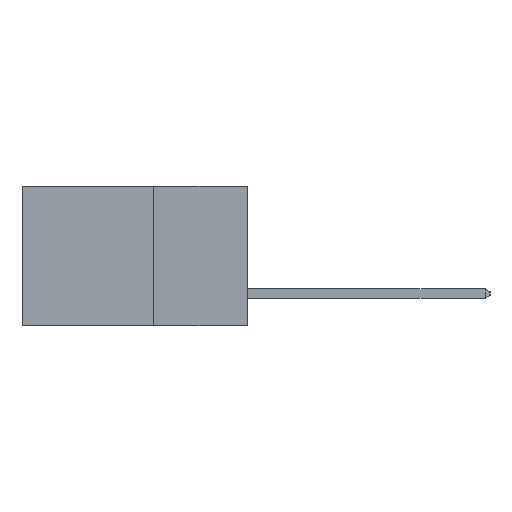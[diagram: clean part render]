
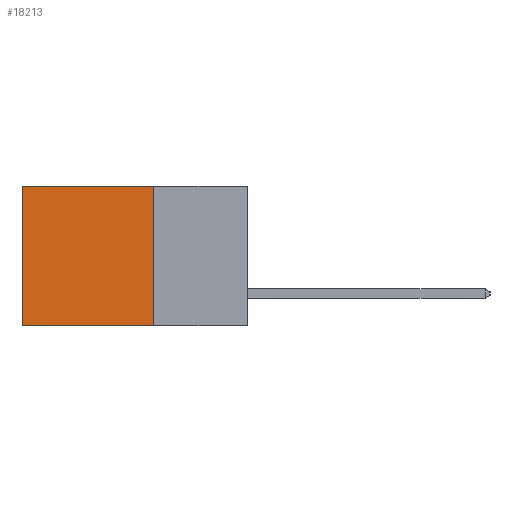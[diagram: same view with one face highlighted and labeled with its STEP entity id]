
A CAD part, left-side view. The second image highlights one B-rep face of the part: STEP entity #18213.
In plain terms, the highlighted planar face has unit normal (-1, 0, 0).
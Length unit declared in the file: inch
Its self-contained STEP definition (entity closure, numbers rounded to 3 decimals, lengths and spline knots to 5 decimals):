
#160 = CARTESIAN_POINT ( 'NONE',  ( 0.2615, 0.25, -0.37 ) ) ;
#319 = VERTEX_POINT ( 'NONE', #9463 ) ;
#478 = VECTOR ( 'NONE', #18035, 39.37008 ) ;
#508 = VECTOR ( 'NONE', #15305, 39.37008 ) ;
#787 = DIRECTION ( 'NONE',  ( 0., 1., 0. ) ) ;
#958 = LINE ( 'NONE', #9822, #478 ) ;
#2456 = DIRECTION ( 'NONE',  ( 0., 0., -1. ) ) ;
#3408 = EDGE_CURVE ( 'NONE', #13553, #15909, #8076, .T. ) ;
#3603 = ORIENTED_EDGE ( 'NONE', *, *, #12208, .T. ) ;
#4165 = VECTOR ( 'NONE', #10341, 39.37008 ) ;
#5333 = CARTESIAN_POINT ( 'NONE',  ( 0.2615, 0.25, -0.37 ) ) ;
#5456 = EDGE_CURVE ( 'NONE', #15909, #319, #6653, .T. ) ;
#5524 = AXIS2_PLACEMENT_3D ( 'NONE', #5333, #11208, #2456 ) ;
#5893 = ORIENTED_EDGE ( 'NONE', *, *, #13563, .T. ) ;
#6653 = LINE ( 'NONE', #160, #10067 ) ;
#8076 = LINE ( 'NONE', #10385, #4165 ) ;
#8398 = EDGE_LOOP ( 'NONE', ( #5893, #15994, #10556, #3603 ) ) ;
#8919 = VERTEX_POINT ( 'NONE', #13160 ) ;
#9463 = CARTESIAN_POINT ( 'NONE',  ( 0.2615, 0.6, -0.37 ) ) ;
#9789 = PLANE ( 'NONE',  #5524 ) ;
#9822 = CARTESIAN_POINT ( 'NONE',  ( 0.2615, 0.6, -0.37 ) ) ;
#10067 = VECTOR ( 'NONE', #787, 39.37008 ) ;
#10341 = DIRECTION ( 'NONE',  ( 0., 0., -1. ) ) ;
#10385 = CARTESIAN_POINT ( 'NONE',  ( 0.2615, 0.25, -0.37 ) ) ;
#10556 = ORIENTED_EDGE ( 'NONE', *, *, #3408, .F. ) ;
#11184 = CARTESIAN_POINT ( 'NONE',  ( 0.2615, 0.25, 0. ) ) ;
#11208 = DIRECTION ( 'NONE',  ( 1., 0., 0. ) ) ;
#12208 = EDGE_CURVE ( 'NONE', #13553, #8919, #12222, .T. ) ;
#12222 = LINE ( 'NONE', #13944, #508 ) ;
#13160 = CARTESIAN_POINT ( 'NONE',  ( 0.2615, 0.6, 0. ) ) ;
#13553 = VERTEX_POINT ( 'NONE', #11184 ) ;
#13563 = EDGE_CURVE ( 'NONE', #8919, #319, #958, .T. ) ;
#13944 = CARTESIAN_POINT ( 'NONE',  ( 0.2615, 0.25, 0. ) ) ;
#14145 = FACE_OUTER_BOUND ( 'NONE', #8398, .T. ) ;
#15305 = DIRECTION ( 'NONE',  ( 0., 1., 0. ) ) ;
#15359 = CARTESIAN_POINT ( 'NONE',  ( 0.2615, 0.25, -0.37 ) ) ;
#15909 = VERTEX_POINT ( 'NONE', #15359 ) ;
#15994 = ORIENTED_EDGE ( 'NONE', *, *, #5456, .F. ) ;
#18035 = DIRECTION ( 'NONE',  ( 0., 0., -1. ) ) ;
#18213 = ADVANCED_FACE ( 'NONE', ( #14145 ), #9789, .F. ) ;
